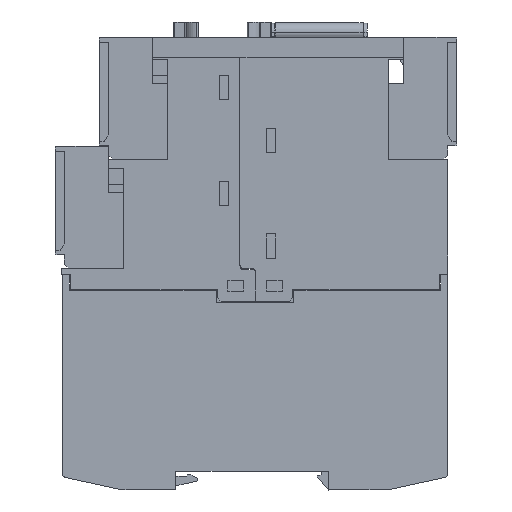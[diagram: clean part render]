
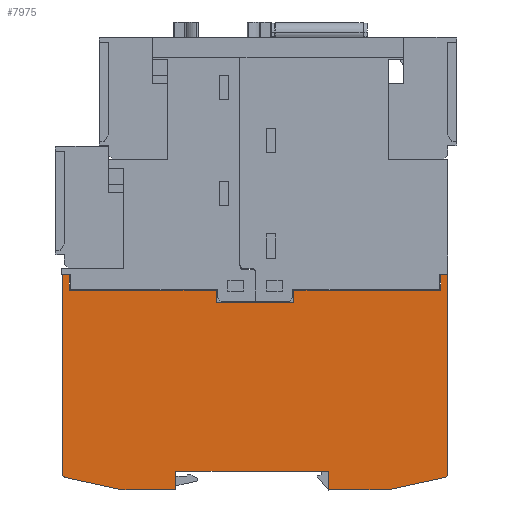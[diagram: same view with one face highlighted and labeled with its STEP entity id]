
A CAD part, left-side view. The second image highlights one B-rep face of the part: STEP entity #7975.
In plain terms, the highlighted planar face has unit normal (-1, 0, 0).
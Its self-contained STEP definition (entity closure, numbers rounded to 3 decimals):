
#7975=ADVANCED_FACE('',(#16526),#16527,.F.);
#16526=FACE_OUTER_BOUND('',#25464,.T.);
#16527=PLANE('',#25465);
#25464=EDGE_LOOP('',(#50807,#50808,#50809,#50810,#50811,#50812,#50813,#50814,#50815,#50816,#50817,#50818,#50819,#50820,#50821,#50822,#50823,#50824,#50825,#50826,#50827,#50828));
#25465=AXIS2_PLACEMENT_3D('',#50829,#50830,#50831);
#50807=ORIENTED_EDGE('',*,*,#60795,.T.);
#50808=ORIENTED_EDGE('',*,*,#64015,.T.);
#50809=ORIENTED_EDGE('',*,*,#64019,.T.);
#50810=ORIENTED_EDGE('',*,*,#64022,.T.);
#50811=ORIENTED_EDGE('',*,*,#64026,.T.);
#50812=ORIENTED_EDGE('',*,*,#64029,.T.);
#50813=ORIENTED_EDGE('',*,*,#64031,.T.);
#50814=ORIENTED_EDGE('',*,*,#63851,.T.);
#50815=ORIENTED_EDGE('',*,*,#64035,.T.);
#50816=ORIENTED_EDGE('',*,*,#64038,.T.);
#50817=ORIENTED_EDGE('',*,*,#61255,.T.);
#50818=ORIENTED_EDGE('',*,*,#64042,.T.);
#50819=ORIENTED_EDGE('',*,*,#64046,.F.);
#50820=ORIENTED_EDGE('',*,*,#64050,.T.);
#50821=ORIENTED_EDGE('',*,*,#64053,.T.);
#50822=ORIENTED_EDGE('',*,*,#64056,.T.);
#50823=ORIENTED_EDGE('',*,*,#63905,.T.);
#50824=ORIENTED_EDGE('',*,*,#63957,.T.);
#50825=ORIENTED_EDGE('',*,*,#64063,.T.);
#50826=ORIENTED_EDGE('',*,*,#64067,.T.);
#50827=ORIENTED_EDGE('',*,*,#64071,.F.);
#50828=ORIENTED_EDGE('',*,*,#64074,.T.);
#50829=CARTESIAN_POINT('',(0.1,53.472,28.736));
#50830=DIRECTION('',(1.0,0.0,0.0));
#50831=DIRECTION('',(0.0,0.0,-1.0));
#60795=EDGE_CURVE('',#75000,#74998,#75001,.T.);
#61255=EDGE_CURVE('',#75729,#75726,#75730,.T.);
#63851=EDGE_CURVE('',#79503,#79501,#79504,.T.);
#63905=EDGE_CURVE('',#79561,#79583,#79585,.T.);
#63957=EDGE_CURVE('',#79583,#79657,#79659,.T.);
#64015=EDGE_CURVE('',#74998,#79741,#79743,.T.);
#64019=EDGE_CURVE('',#79741,#79747,#79749,.T.);
#64022=EDGE_CURVE('',#79747,#79751,#79753,.T.);
#64026=EDGE_CURVE('',#79751,#79756,#79758,.T.);
#64029=EDGE_CURVE('',#79756,#79760,#79762,.T.);
#64031=EDGE_CURVE('',#79760,#79503,#79764,.T.);
#64035=EDGE_CURVE('',#79501,#79768,#79770,.T.);
#64038=EDGE_CURVE('',#79768,#75729,#79773,.T.);
#64042=EDGE_CURVE('',#75726,#79777,#79779,.T.);
#64046=EDGE_CURVE('',#79783,#79777,#79785,.T.);
#64050=EDGE_CURVE('',#79783,#79789,#79791,.T.);
#64053=EDGE_CURVE('',#79789,#79793,#79795,.T.);
#64056=EDGE_CURVE('',#79793,#79561,#79798,.T.);
#64063=EDGE_CURVE('',#79657,#79806,#79808,.T.);
#64067=EDGE_CURVE('',#79806,#79812,#79814,.T.);
#64071=EDGE_CURVE('',#79818,#79812,#79820,.T.);
#64074=EDGE_CURVE('',#79818,#75000,#79823,.T.);
#74998=VERTEX_POINT('',#95453);
#75000=VERTEX_POINT('',#95456);
#75001=LINE('',#95457,#95458);
#75726=VERTEX_POINT('',#96533);
#75729=VERTEX_POINT('',#96537);
#75730=LINE('',#96538,#96539);
#79501=VERTEX_POINT('',#102027);
#79503=VERTEX_POINT('',#102030);
#79504=LINE('',#102031,#102032);
#79561=VERTEX_POINT('',#102111);
#79583=VERTEX_POINT('',#102144);
#79585=LINE('',#102147,#102148);
#79657=VERTEX_POINT('',#102255);
#79659=LINE('',#102258,#102259);
#79741=VERTEX_POINT('',#102380);
#79743=LINE('',#102383,#102384);
#79747=VERTEX_POINT('',#102389);
#79749=LINE('',#102392,#102393);
#79751=VERTEX_POINT('',#102395);
#79753=LINE('',#102398,#102399);
#79756=VERTEX_POINT('',#102403);
#79758=LINE('',#102406,#102407);
#79760=VERTEX_POINT('',#102409);
#79762=LINE('',#102412,#102413);
#79764=LINE('',#102415,#102416);
#79768=VERTEX_POINT('',#102421);
#79770=LINE('',#102424,#102425);
#79773=LINE('',#102429,#102430);
#79777=VERTEX_POINT('',#102435);
#79779=LINE('',#102438,#102439);
#79783=VERTEX_POINT('',#102443);
#79785=CIRCLE('',#102446,0.8);
#79789=VERTEX_POINT('',#102451);
#79791=LINE('',#102454,#102455);
#79793=VERTEX_POINT('',#102457);
#79795=LINE('',#102460,#102461);
#79798=LINE('',#102465,#102466);
#79806=VERTEX_POINT('',#102477);
#79808=LINE('',#102480,#102481);
#79812=VERTEX_POINT('',#102486);
#79814=LINE('',#102489,#102490);
#79818=VERTEX_POINT('',#102494);
#79820=CIRCLE('',#102497,0.8);
#79823=LINE('',#102501,#102502);
#95453=CARTESIAN_POINT('',(0.1,3.85,57.2));
#95456=CARTESIAN_POINT('',(0.1,2.45,57.2));
#95457=CARTESIAN_POINT('',(0.1,2.45,57.2));
#95458=VECTOR('',#111859,1.0);
#96533=CARTESIAN_POINT('',(0.1,104.45,57.2));
#96537=CARTESIAN_POINT('',(0.1,103.05,57.2));
#96538=CARTESIAN_POINT('',(0.1,103.05,57.2));
#96539=VECTOR('',#112253,1.0);
#102027=CARTESIAN_POINT('',(0.1,102.65,52.9));
#102030=CARTESIAN_POINT('',(0.1,63.75,52.9));
#102031=CARTESIAN_POINT('',(0.1,63.75,52.9));
#102032=VECTOR('',#114410,1.0);
#102111=CARTESIAN_POINT('',(0.1,74.45,5.));
#102144=CARTESIAN_POINT('',(0.1,33.95,5.));
#102147=CARTESIAN_POINT('',(0.1,74.45,5.));
#102148=VECTOR('',#114463,1.0);
#102255=CARTESIAN_POINT('',(0.1,33.95,0.));
#102258=CARTESIAN_POINT('',(0.1,33.95,5.));
#102259=VECTOR('',#114500,1.0);
#102380=CARTESIAN_POINT('',(0.1,4.25,56.8));
#102383=CARTESIAN_POINT('',(0.1,3.85,57.2));
#102384=VECTOR('',#114541,1.0);
#102389=CARTESIAN_POINT('',(0.1,4.25,52.9));
#102392=CARTESIAN_POINT('',(0.1,4.25,56.8));
#102393=VECTOR('',#114544,1.0);
#102395=CARTESIAN_POINT('',(0.1,43.15,52.9));
#102398=CARTESIAN_POINT('',(0.1,4.25,52.9));
#102399=VECTOR('',#114546,1.0);
#102403=CARTESIAN_POINT('',(0.1,43.15,49.7));
#102406=CARTESIAN_POINT('',(0.1,43.15,52.9));
#102407=VECTOR('',#114549,1.0);
#102409=CARTESIAN_POINT('',(0.1,63.75,49.7));
#102412=CARTESIAN_POINT('',(0.1,43.15,49.7));
#102413=VECTOR('',#114551,1.0);
#102415=CARTESIAN_POINT('',(0.1,63.75,49.7));
#102416=VECTOR('',#114552,1.0);
#102421=CARTESIAN_POINT('',(0.1,102.65,56.8));
#102424=CARTESIAN_POINT('',(0.1,102.65,52.9));
#102425=VECTOR('',#114555,1.0);
#102429=CARTESIAN_POINT('',(0.1,102.65,56.8));
#102430=VECTOR('',#114557,1.0);
#102435=CARTESIAN_POINT('',(0.1,104.45,4.144));
#102438=CARTESIAN_POINT('',(0.1,104.45,57.2));
#102439=VECTOR('',#114560,1.0);
#102443=CARTESIAN_POINT('',(0.1,103.821,3.362));
#102446=AXIS2_PLACEMENT_3D('',#114565,#114566,#114567);
#102451=CARTESIAN_POINT('',(0.1,88.45,0.));
#102454=CARTESIAN_POINT('',(0.1,103.821,3.362));
#102455=VECTOR('',#114570,1.0);
#102457=CARTESIAN_POINT('',(0.1,74.45,0.));
#102460=CARTESIAN_POINT('',(0.1,88.45,0.));
#102461=VECTOR('',#114572,1.0);
#102465=CARTESIAN_POINT('',(0.1,74.45,0.));
#102466=VECTOR('',#114574,1.0);
#102477=CARTESIAN_POINT('',(0.1,18.45,0.));
#102480=CARTESIAN_POINT('',(0.1,33.95,0.));
#102481=VECTOR('',#114579,1.0);
#102486=CARTESIAN_POINT('',(0.1,3.079,3.362));
#102489=CARTESIAN_POINT('',(0.1,18.45,0.));
#102490=VECTOR('',#114582,1.0);
#102494=CARTESIAN_POINT('',(0.1,2.45,4.144));
#102497=AXIS2_PLACEMENT_3D('',#114587,#114588,#114589);
#102501=CARTESIAN_POINT('',(0.1,2.45,4.144));
#102502=VECTOR('',#114591,1.0);
#111859=DIRECTION('',(0.0,1.0,0.0));
#112253=DIRECTION('',(0.0,1.0,0.0));
#114410=DIRECTION('',(0.0,1.0,0.0));
#114463=DIRECTION('',(0.0,-1.0,0.0));
#114500=DIRECTION('',(0.0,0.0,-1.0));
#114541=DIRECTION('',(0.0,0.707,-0.707));
#114544=DIRECTION('',(0.0,0.0,-1.0));
#114546=DIRECTION('',(0.0,1.0,0.0));
#114549=DIRECTION('',(0.0,0.0,-1.0));
#114551=DIRECTION('',(0.0,1.0,0.0));
#114552=DIRECTION('',(0.0,0.0,1.0));
#114555=DIRECTION('',(0.0,0.0,1.0));
#114557=DIRECTION('',(0.0,0.707,0.707));
#114560=DIRECTION('',(0.0,0.0,-1.0));
#114565=CARTESIAN_POINT('',(0.1,103.65,4.144));
#114566=DIRECTION('',(1.0,0.0,0.0));
#114567=DIRECTION('',(0.0,0.214,-0.977));
#114570=DIRECTION('',(0.0,-0.977,-0.214));
#114572=DIRECTION('',(0.0,-1.0,0.0));
#114574=DIRECTION('',(0.0,0.0,1.0));
#114579=DIRECTION('',(0.0,-1.0,0.0));
#114582=DIRECTION('',(0.0,-0.977,0.214));
#114587=CARTESIAN_POINT('',(0.1,3.25,4.144));
#114588=DIRECTION('',(1.0,0.0,0.0));
#114589=DIRECTION('',(0.0,-1.0,0.));
#114591=DIRECTION('',(0.0,0.0,1.0));
